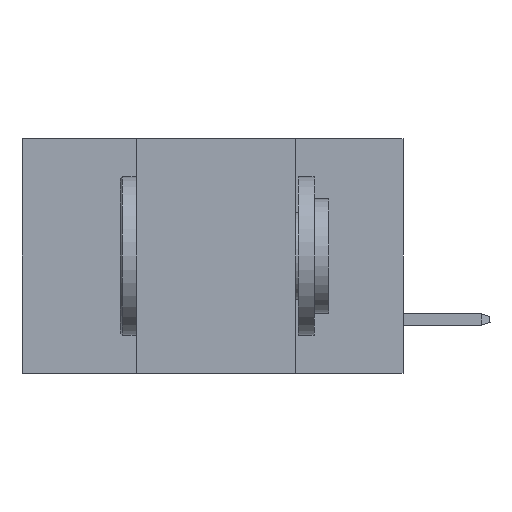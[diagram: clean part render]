
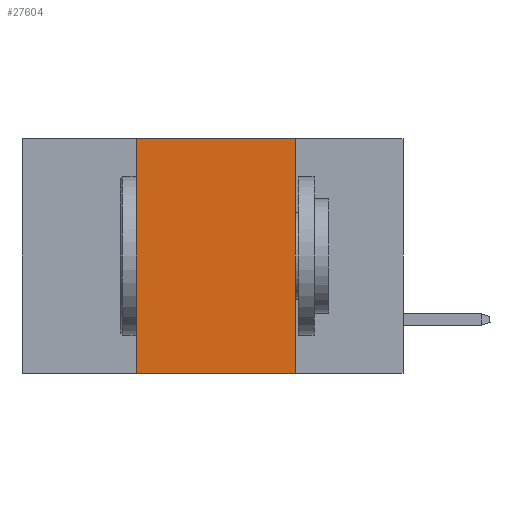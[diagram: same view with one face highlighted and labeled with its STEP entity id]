
A CAD part, left-side view. The second image highlights one B-rep face of the part: STEP entity #27604.
In plain terms, the highlighted planar face has unit normal (-1, 0, 0).
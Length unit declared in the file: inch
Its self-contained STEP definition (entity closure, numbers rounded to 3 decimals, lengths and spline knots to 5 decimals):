
#4 = EDGE_CURVE ( 'NONE', #48260, #37773, #25958, .T. ) ;
#1006 = EDGE_LOOP ( 'NONE', ( #42411, #35995, #38158, #1604 ) ) ;
#1604 = ORIENTED_EDGE ( 'NONE', *, *, #20025, .T. ) ;
#1634 = DIRECTION ( 'NONE',  ( 1., 0., 0. ) ) ;
#2861 = VECTOR ( 'NONE', #26201, 39.37008 ) ;
#5557 = VECTOR ( 'NONE', #24476, 39.37008 ) ;
#6067 = DIRECTION ( 'NONE',  ( 0., 0., -1. ) ) ;
#9101 = FACE_OUTER_BOUND ( 'NONE', #1006, .T. ) ;
#9662 = CARTESIAN_POINT ( 'NONE',  ( 0., 0.6, 0. ) ) ;
#12049 = CARTESIAN_POINT ( 'NONE',  ( 0., 0.42, 0. ) ) ;
#12330 = EDGE_CURVE ( 'NONE', #37773, #34037, #49445, .T. ) ;
#15302 = LINE ( 'NONE', #27196, #19177 ) ;
#19177 = VECTOR ( 'NONE', #43179, 39.37008 ) ;
#20025 = EDGE_CURVE ( 'NONE', #36993, #34037, #28107, .T. ) ;
#20433 = CARTESIAN_POINT ( 'NONE',  ( 0., 0.42, -0.37 ) ) ;
#21257 = CARTESIAN_POINT ( 'NONE',  ( 0., 0.6, 0. ) ) ;
#24215 = CARTESIAN_POINT ( 'NONE',  ( 0., 0.6, -0.37 ) ) ;
#24476 = DIRECTION ( 'NONE',  ( 0., -1., 0. ) ) ;
#25727 = CARTESIAN_POINT ( 'NONE',  ( 0., 0.17, 0. ) ) ;
#25958 = LINE ( 'NONE', #9662, #2861 ) ;
#26201 = DIRECTION ( 'NONE',  ( 0., -1., 0. ) ) ;
#27196 = CARTESIAN_POINT ( 'NONE',  ( 0., 0.42, 0. ) ) ;
#27604 = ADVANCED_FACE ( 'NONE', ( #9101 ), #44985, .F. ) ;
#27951 = VECTOR ( 'NONE', #6067, 39.37008 ) ;
#28107 = LINE ( 'NONE', #24215, #5557 ) ;
#31576 = CARTESIAN_POINT ( 'NONE',  ( 0., 0.17, -0.37 ) ) ;
#34037 = VERTEX_POINT ( 'NONE', #31576 ) ;
#35995 = ORIENTED_EDGE ( 'NONE', *, *, #4, .F. ) ;
#36993 = VERTEX_POINT ( 'NONE', #20433 ) ;
#37773 = VERTEX_POINT ( 'NONE', #42260 ) ;
#38158 = ORIENTED_EDGE ( 'NONE', *, *, #49161, .F. ) ;
#41609 = DIRECTION ( 'NONE',  ( 0., 0., -1. ) ) ;
#42260 = CARTESIAN_POINT ( 'NONE',  ( 0., 0.17, 0. ) ) ;
#42411 = ORIENTED_EDGE ( 'NONE', *, *, #12330, .F. ) ;
#43179 = DIRECTION ( 'NONE',  ( 0., 0., 1. ) ) ;
#43919 = AXIS2_PLACEMENT_3D ( 'NONE', #21257, #1634, #41609 ) ;
#44985 = PLANE ( 'NONE',  #43919 ) ;
#48260 = VERTEX_POINT ( 'NONE', #12049 ) ;
#49161 = EDGE_CURVE ( 'NONE', #36993, #48260, #15302, .T. ) ;
#49445 = LINE ( 'NONE', #25727, #27951 ) ;
